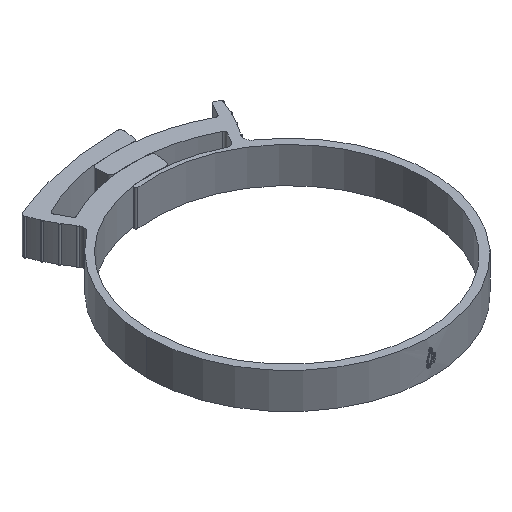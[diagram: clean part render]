
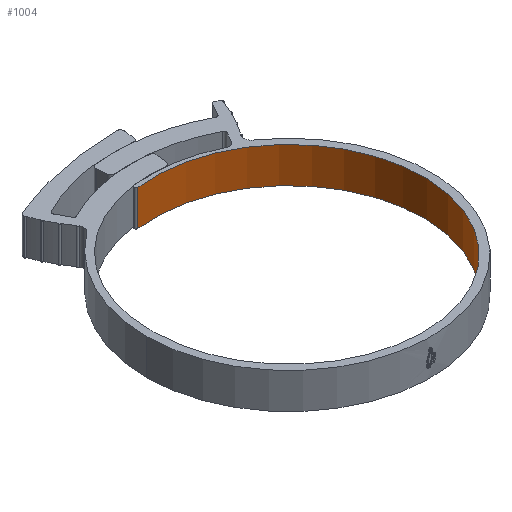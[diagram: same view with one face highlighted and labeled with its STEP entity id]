
A CAD part, isometric view. The second image highlights one B-rep face of the part: STEP entity #1004.
In plain terms, the highlighted cylindrical face has radius 35.15 mm (diameter 70.3 mm), a partial arc.
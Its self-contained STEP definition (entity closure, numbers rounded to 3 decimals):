
#522 = CARTESIAN_POINT ( 'NONE',  ( -4.55, 34.854, 4.65 ) ) ;
#758 = DIRECTION ( 'NONE',  ( -1., 0., 0. ) ) ;
#1004 = ADVANCED_FACE ( 'NONE', ( #5577 ), #5053, .F. ) ;
#1023 = VECTOR ( 'NONE', #6066, 1000. ) ;
#1068 = CARTESIAN_POINT ( 'NONE',  ( -4.55, 34.854, -4.65 ) ) ;
#1364 = EDGE_CURVE ( 'NONE', #2842, #4027, #6504, .T. ) ;
#1380 = EDGE_CURVE ( 'NONE', #6081, #3466, #6005, .T. ) ;
#1550 = CIRCLE ( 'NONE', #5271, 35.15 ) ;
#1735 = ORIENTED_EDGE ( 'NONE', *, *, #2225, .T. ) ;
#1862 = AXIS2_PLACEMENT_3D ( 'NONE', #2706, #6345, #3686 ) ;
#1900 = EDGE_CURVE ( 'NONE', #2842, #6081, #1550, .T. ) ;
#1941 = DIRECTION ( 'NONE',  ( 0., 0., -1. ) ) ;
#1944 = ORIENTED_EDGE ( 'NONE', *, *, #1380, .F. ) ;
#2225 = EDGE_CURVE ( 'NONE', #4027, #3466, #4738, .T. ) ;
#2604 = VECTOR ( 'NONE', #1941, 1000. ) ;
#2706 = CARTESIAN_POINT ( 'NONE',  ( 0., 0., -4.65 ) ) ;
#2716 = CARTESIAN_POINT ( 'NONE',  ( 0., 0., 4.65 ) ) ;
#2842 = VERTEX_POINT ( 'NONE', #522 ) ;
#3260 = AXIS2_PLACEMENT_3D ( 'NONE', #4995, #5087, #4525 ) ;
#3353 = EDGE_LOOP ( 'NONE', ( #1735, #1944, #5495, #4899 ) ) ;
#3466 = VERTEX_POINT ( 'NONE', #4378 ) ;
#3686 = DIRECTION ( 'NONE',  ( -1., 0., 0. ) ) ;
#3955 = CARTESIAN_POINT ( 'NONE',  ( -4.55, 34.854, 4.65 ) ) ;
#4027 = VERTEX_POINT ( 'NONE', #1068 ) ;
#4378 = CARTESIAN_POINT ( 'NONE',  ( -35.15, 0., -4.65 ) ) ;
#4525 = DIRECTION ( 'NONE',  ( -1., 0., 0. ) ) ;
#4738 = CIRCLE ( 'NONE', #1862, 35.15 ) ;
#4899 = ORIENTED_EDGE ( 'NONE', *, *, #1364, .T. ) ;
#4995 = CARTESIAN_POINT ( 'NONE',  ( 0., 0., 4.65 ) ) ;
#5053 = CYLINDRICAL_SURFACE ( 'NONE', #3260, 35.15 ) ;
#5087 = DIRECTION ( 'NONE',  ( 0., 0., -1. ) ) ;
#5263 = DIRECTION ( 'NONE',  ( 0., 0., -1. ) ) ;
#5271 = AXIS2_PLACEMENT_3D ( 'NONE', #2716, #5263, #758 ) ;
#5329 = CARTESIAN_POINT ( 'NONE',  ( -35.15, 0., 4.65 ) ) ;
#5482 = CARTESIAN_POINT ( 'NONE',  ( -35.15, 0., 4.65 ) ) ;
#5495 = ORIENTED_EDGE ( 'NONE', *, *, #1900, .F. ) ;
#5577 = FACE_OUTER_BOUND ( 'NONE', #3353, .T. ) ;
#6005 = LINE ( 'NONE', #5482, #2604 ) ;
#6066 = DIRECTION ( 'NONE',  ( 0., 0., -1. ) ) ;
#6081 = VERTEX_POINT ( 'NONE', #5329 ) ;
#6345 = DIRECTION ( 'NONE',  ( 0., 0., -1. ) ) ;
#6504 = LINE ( 'NONE', #3955, #1023 ) ;
